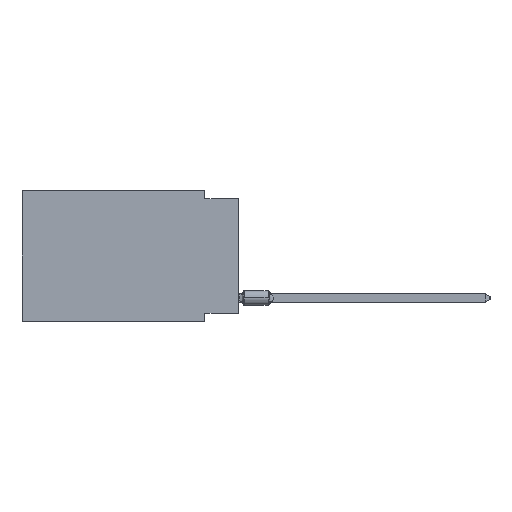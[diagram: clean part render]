
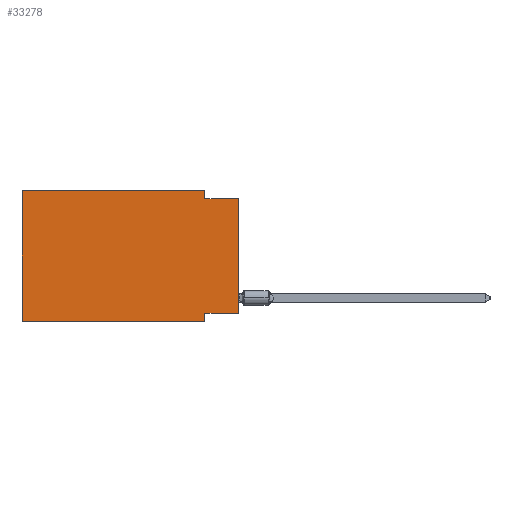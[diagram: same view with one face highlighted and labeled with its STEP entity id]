
A CAD part, left-side view. The second image highlights one B-rep face of the part: STEP entity #33278.
In plain terms, the highlighted planar face has unit normal (-1, 0, 0).
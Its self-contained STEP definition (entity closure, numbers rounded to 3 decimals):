
#3437 = EDGE_CURVE ( 'NONE', #13245, #27475, #11064, .T. ) ;
#3497 = EDGE_CURVE ( 'NONE', #17072, #13245, #10880, .T. ) ;
#3731 = DIRECTION ( 'NONE',  ( 0., 0., 1. ) ) ;
#3870 = VERTEX_POINT ( 'NONE', #13816 ) ;
#3899 = LINE ( 'NONE', #27795, #17724 ) ;
#3952 = EDGE_CURVE ( 'NONE', #27475, #14335, #12059, .T. ) ;
#4591 = DIRECTION ( 'NONE',  ( 0., 0., -1. ) ) ;
#4760 = ORIENTED_EDGE ( 'NONE', *, *, #34515, .F. ) ;
#5212 = EDGE_CURVE ( 'NONE', #3870, #32823, #3899, .T. ) ;
#5293 = EDGE_CURVE ( 'NONE', #20747, #23879, #21100, .T. ) ;
#5823 = CARTESIAN_POINT ( 'NONE',  ( 0., 16.383, -9.906 ) ) ;
#5835 = CARTESIAN_POINT ( 'NONE',  ( 0., 16.383, 0. ) ) ;
#8965 = CARTESIAN_POINT ( 'NONE',  ( 0., 0., -9.271 ) ) ;
#9194 = CARTESIAN_POINT ( 'NONE',  ( 0., 16.383, 0. ) ) ;
#9540 = CARTESIAN_POINT ( 'NONE',  ( 0., 0., -0.635 ) ) ;
#9855 = CARTESIAN_POINT ( 'NONE',  ( 0., 2.54, 0. ) ) ;
#9882 = EDGE_CURVE ( 'NONE', #17072, #23879, #28694, .T. ) ;
#10340 = VECTOR ( 'NONE', #20431, 1000. ) ;
#10880 = LINE ( 'NONE', #21581, #18132 ) ;
#11064 = LINE ( 'NONE', #32099, #22068 ) ;
#11498 = ORIENTED_EDGE ( 'NONE', *, *, #5212, .T. ) ;
#11832 = FACE_OUTER_BOUND ( 'NONE', #33386, .T. ) ;
#12059 = LINE ( 'NONE', #30304, #13162 ) ;
#12693 = CARTESIAN_POINT ( 'NONE',  ( 0., 2.54, -9.906 ) ) ;
#13162 = VECTOR ( 'NONE', #20132, 1000. ) ;
#13245 = VERTEX_POINT ( 'NONE', #5835 ) ;
#13816 = CARTESIAN_POINT ( 'NONE',  ( 0., 0., -9.271 ) ) ;
#14237 = LINE ( 'NONE', #8965, #26389 ) ;
#14240 = ORIENTED_EDGE ( 'NONE', *, *, #3437, .F. ) ;
#14335 = VERTEX_POINT ( 'NONE', #26124 ) ;
#14846 = CARTESIAN_POINT ( 'NONE',  ( 0., 0., -0.635 ) ) ;
#14916 = EDGE_CURVE ( 'NONE', #3870, #20747, #14237, .T. ) ;
#16351 = CARTESIAN_POINT ( 'NONE',  ( 0., 2.54, -9.271 ) ) ;
#17072 = VERTEX_POINT ( 'NONE', #5823 ) ;
#17441 = DIRECTION ( 'NONE',  ( 1., 0., 0. ) ) ;
#17724 = VECTOR ( 'NONE', #3731, 1000. ) ;
#18048 = VECTOR ( 'NONE', #31492, 1000. ) ;
#18132 = VECTOR ( 'NONE', #29473, 1000. ) ;
#18286 = VECTOR ( 'NONE', #4591, 1000. ) ;
#19913 = DIRECTION ( 'NONE',  ( 0., 0., -1. ) ) ;
#19993 = ORIENTED_EDGE ( 'NONE', *, *, #3497, .F. ) ;
#20132 = DIRECTION ( 'NONE',  ( 0., 0., -1. ) ) ;
#20431 = DIRECTION ( 'NONE',  ( 0., -1., 0. ) ) ;
#20640 = CARTESIAN_POINT ( 'NONE',  ( 0., 16.383, -9.906 ) ) ;
#20747 = VERTEX_POINT ( 'NONE', #16351 ) ;
#21100 = LINE ( 'NONE', #12693, #18286 ) ;
#21581 = CARTESIAN_POINT ( 'NONE',  ( 0., 16.383, 0. ) ) ;
#22068 = VECTOR ( 'NONE', #27190, 1000. ) ;
#23879 = VERTEX_POINT ( 'NONE', #31537 ) ;
#23886 = ORIENTED_EDGE ( 'NONE', *, *, #9882, .T. ) ;
#25445 = AXIS2_PLACEMENT_3D ( 'NONE', #9194, #17441, #19913 ) ;
#25870 = LINE ( 'NONE', #9540, #10340 ) ;
#26124 = CARTESIAN_POINT ( 'NONE',  ( 0., 2.54, -0.635 ) ) ;
#26389 = VECTOR ( 'NONE', #29680, 1000. ) ;
#26816 = ORIENTED_EDGE ( 'NONE', *, *, #14916, .F. ) ;
#27190 = DIRECTION ( 'NONE',  ( 0., -1., 0. ) ) ;
#27475 = VERTEX_POINT ( 'NONE', #9855 ) ;
#27795 = CARTESIAN_POINT ( 'NONE',  ( 0., 0., 0. ) ) ;
#28694 = LINE ( 'NONE', #20640, #18048 ) ;
#29473 = DIRECTION ( 'NONE',  ( 0., 0., 1. ) ) ;
#29680 = DIRECTION ( 'NONE',  ( 0., 1., 0. ) ) ;
#30304 = CARTESIAN_POINT ( 'NONE',  ( 0., 2.54, 0. ) ) ;
#31492 = DIRECTION ( 'NONE',  ( 0., -1., 0. ) ) ;
#31537 = CARTESIAN_POINT ( 'NONE',  ( 0., 2.54, -9.906 ) ) ;
#32099 = CARTESIAN_POINT ( 'NONE',  ( 0., 16.383, 0. ) ) ;
#32189 = ORIENTED_EDGE ( 'NONE', *, *, #5293, .F. ) ;
#32823 = VERTEX_POINT ( 'NONE', #14846 ) ;
#33232 = PLANE ( 'NONE',  #25445 ) ;
#33278 = ADVANCED_FACE ( 'NONE', ( #11832 ), #33232, .F. ) ;
#33386 = EDGE_LOOP ( 'NONE', ( #11498, #4760, #33907, #14240, #19993, #23886, #32189, #26816 ) ) ;
#33907 = ORIENTED_EDGE ( 'NONE', *, *, #3952, .F. ) ;
#34515 = EDGE_CURVE ( 'NONE', #14335, #32823, #25870, .T. ) ;
